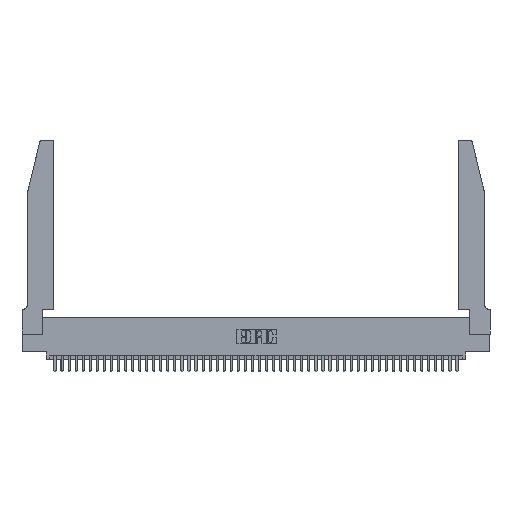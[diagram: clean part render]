
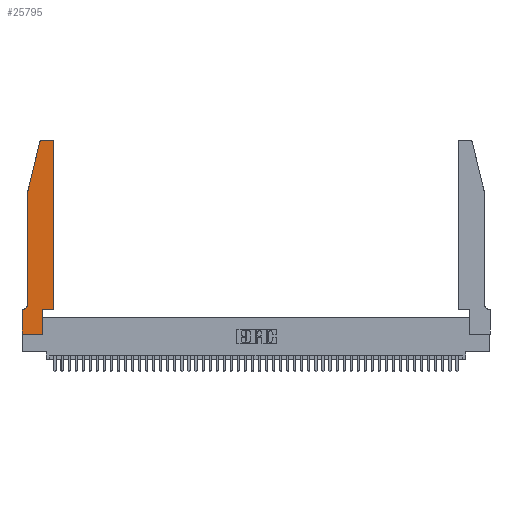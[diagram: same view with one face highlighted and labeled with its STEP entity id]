
A CAD part, top view. The second image highlights one B-rep face of the part: STEP entity #25795.
In plain terms, the highlighted planar face has unit normal (0, 0, 1).
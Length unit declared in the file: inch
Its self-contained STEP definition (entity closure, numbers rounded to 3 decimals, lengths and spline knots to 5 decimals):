
#168 = EDGE_CURVE ( 'NONE', #10191, #37221, #11341, .T. ) ;
#1081 = AXIS2_PLACEMENT_3D ( 'NONE', #27599, #5251, #31359 ) ;
#1102 = DIRECTION ( 'NONE',  ( 0., 0., 1. ) ) ;
#1663 = LINE ( 'NONE', #24561, #20381 ) ;
#1907 = DIRECTION ( 'NONE',  ( 0., -1., 0. ) ) ;
#2048 = FACE_OUTER_BOUND ( 'NONE', #4534, .T. ) ;
#2155 = DIRECTION ( 'NONE',  ( 0., 1., 0. ) ) ;
#2615 = EDGE_CURVE ( 'NONE', #13652, #6395, #1663, .T. ) ;
#3493 = ORIENTED_EDGE ( 'NONE', *, *, #16658, .T. ) ;
#3728 = ORIENTED_EDGE ( 'NONE', *, *, #2615, .T. ) ;
#3987 = ORIENTED_EDGE ( 'NONE', *, *, #5520, .T. ) ;
#4060 = EDGE_CURVE ( 'NONE', #46497, #10191, #15119, .T. ) ;
#4534 = EDGE_LOOP ( 'NONE', ( #11264, #39020, #33369, #11562, #14195, #3728, #12509, #10786, #9549, #45036, #3987, #3493 ) ) ;
#5251 = DIRECTION ( 'NONE',  ( 0., 0., 1. ) ) ;
#5497 = VERTEX_POINT ( 'NONE', #9554 ) ;
#5503 = CARTESIAN_POINT ( 'NONE',  ( 0.284, 2.75, 0.37 ) ) ;
#5520 = EDGE_CURVE ( 'NONE', #28825, #15710, #24843, .T. ) ;
#5970 = DIRECTION ( 'NONE',  ( 0., -1., 0. ) ) ;
#6252 = VERTEX_POINT ( 'NONE', #8935 ) ;
#6395 = VERTEX_POINT ( 'NONE', #28818 ) ;
#6493 = CIRCLE ( 'NONE', #1081, 0.03 ) ;
#6927 = CARTESIAN_POINT ( 'NONE',  ( 0.0755, 2., 0.37 ) ) ;
#7024 = LINE ( 'NONE', #39249, #19275 ) ;
#7508 = EDGE_CURVE ( 'NONE', #46920, #35096, #27568, .T. ) ;
#8082 = CARTESIAN_POINT ( 'NONE',  ( 0.0055, 0.42, 0.37 ) ) ;
#8410 = VERTEX_POINT ( 'NONE', #34046 ) ;
#8438 = EDGE_CURVE ( 'NONE', #5497, #13652, #38668, .T. ) ;
#8935 = CARTESIAN_POINT ( 'NONE',  ( 0.2865, 0.35, 0.37 ) ) ;
#9549 = ORIENTED_EDGE ( 'NONE', *, *, #47423, .T. ) ;
#9554 = CARTESIAN_POINT ( 'NONE',  ( 0.0755, 0.42, 0.37 ) ) ;
#10191 = VERTEX_POINT ( 'NONE', #5503 ) ;
#10786 = ORIENTED_EDGE ( 'NONE', *, *, #7508, .T. ) ;
#11264 = ORIENTED_EDGE ( 'NONE', *, *, #4060, .T. ) ;
#11341 = CIRCLE ( 'NONE', #33858, 0.03 ) ;
#11562 = ORIENTED_EDGE ( 'NONE', *, *, #33348, .T. ) ;
#11867 = DIRECTION ( 'NONE',  ( -1., 0., 0. ) ) ;
#12509 = ORIENTED_EDGE ( 'NONE', *, *, #17961, .T. ) ;
#13081 = DIRECTION ( 'NONE',  ( 1., 0., 0. ) ) ;
#13507 = CARTESIAN_POINT ( 'NONE',  ( 0.4505, 0.35, 0.37 ) ) ;
#13652 = VERTEX_POINT ( 'NONE', #14714 ) ;
#13815 = VECTOR ( 'NONE', #35829, 39.37008 ) ;
#14195 = ORIENTED_EDGE ( 'NONE', *, *, #8438, .T. ) ;
#14714 = CARTESIAN_POINT ( 'NONE',  ( 0.0055, 0.35, 0.37 ) ) ;
#15119 = LINE ( 'NONE', #16530, #23810 ) ;
#15710 = VERTEX_POINT ( 'NONE', #25560 ) ;
#16530 = CARTESIAN_POINT ( 'NONE',  ( 0.2605, 2.75, 0.37 ) ) ;
#16658 = EDGE_CURVE ( 'NONE', #15710, #46497, #6493, .T. ) ;
#16669 = LINE ( 'NONE', #6927, #34178 ) ;
#17620 = CARTESIAN_POINT ( 'NONE',  ( 0.284, 2.72, 0.37 ) ) ;
#17961 = EDGE_CURVE ( 'NONE', #6395, #46920, #7024, .T. ) ;
#19275 = VECTOR ( 'NONE', #5970, 39.37008 ) ;
#19597 = CARTESIAN_POINT ( 'NONE',  ( 0.2865, 0., 0.37 ) ) ;
#20381 = VECTOR ( 'NONE', #46921, 39.37008 ) ;
#20786 = CARTESIAN_POINT ( 'NONE',  ( 0.2865, 0.35, 0.37 ) ) ;
#21169 = VECTOR ( 'NONE', #1907, 39.37008 ) ;
#21237 = CARTESIAN_POINT ( 'NONE',  ( 0.4505, 0.35, 0.37 ) ) ;
#21346 = DIRECTION ( 'NONE',  ( 1., 0., 0. ) ) ;
#21390 = DIRECTION ( 'NONE',  ( 1., 0., 0. ) ) ;
#22359 = LINE ( 'NONE', #28052, #21169 ) ;
#23499 = CARTESIAN_POINT ( 'NONE',  ( 0.25487, 2.72718, 0.37 ) ) ;
#23810 = VECTOR ( 'NONE', #31508, 39.37008 ) ;
#24561 = CARTESIAN_POINT ( 'NONE',  ( 0.0755, 0.35, 0.37 ) ) ;
#24843 = LINE ( 'NONE', #13507, #13815 ) ;
#25560 = CARTESIAN_POINT ( 'NONE',  ( 0.4505, 2.72, 0.37 ) ) ;
#25795 = ADVANCED_FACE ( 'NONE', ( #2048 ), #38370, .T. ) ;
#26329 = LINE ( 'NONE', #21237, #35089 ) ;
#27242 = DIRECTION ( 'NONE',  ( 1., 0., 0. ) ) ;
#27484 = AXIS2_PLACEMENT_3D ( 'NONE', #8082, #34199, #11867 ) ;
#27568 = LINE ( 'NONE', #27892, #45101 ) ;
#27599 = CARTESIAN_POINT ( 'NONE',  ( 0.4205, 2.72, 0.37 ) ) ;
#27776 = AXIS2_PLACEMENT_3D ( 'NONE', #30852, #1102, #27242 ) ;
#27892 = CARTESIAN_POINT ( 'NONE',  ( 0., 0., 0.37 ) ) ;
#28052 = CARTESIAN_POINT ( 'NONE',  ( 0.0755, 2., 0.37 ) ) ;
#28133 = VECTOR ( 'NONE', #2155, 39.37008 ) ;
#28818 = CARTESIAN_POINT ( 'NONE',  ( 0., 0.35, 0.37 ) ) ;
#28825 = VERTEX_POINT ( 'NONE', #35683 ) ;
#30852 = CARTESIAN_POINT ( 'NONE',  ( 0., 0.35, 0.37 ) ) ;
#31228 = EDGE_CURVE ( 'NONE', #37221, #8410, #16669, .T. ) ;
#31359 = DIRECTION ( 'NONE',  ( 1., 0., 0. ) ) ;
#31508 = DIRECTION ( 'NONE',  ( -1., 0., 0. ) ) ;
#33348 = EDGE_CURVE ( 'NONE', #8410, #5497, #22359, .T. ) ;
#33369 = ORIENTED_EDGE ( 'NONE', *, *, #31228, .T. ) ;
#33858 = AXIS2_PLACEMENT_3D ( 'NONE', #17620, #43712, #21346 ) ;
#34046 = CARTESIAN_POINT ( 'NONE',  ( 0.0755, 2., 0.37 ) ) ;
#34178 = VECTOR ( 'NONE', #44282, 39.37008 ) ;
#34199 = DIRECTION ( 'NONE',  ( 0., 0., -1. ) ) ;
#35089 = VECTOR ( 'NONE', #21390, 39.37008 ) ;
#35096 = VERTEX_POINT ( 'NONE', #19597 ) ;
#35683 = CARTESIAN_POINT ( 'NONE',  ( 0.4505, 0.35, 0.37 ) ) ;
#35829 = DIRECTION ( 'NONE',  ( 0., 1., 0. ) ) ;
#37221 = VERTEX_POINT ( 'NONE', #23499 ) ;
#38370 = PLANE ( 'NONE',  #27776 ) ;
#38668 = CIRCLE ( 'NONE', #27484, 0.07 ) ;
#39020 = ORIENTED_EDGE ( 'NONE', *, *, #168, .T. ) ;
#39237 = LINE ( 'NONE', #20786, #28133 ) ;
#39249 = CARTESIAN_POINT ( 'NONE',  ( 0., 0., 0.37 ) ) ;
#42067 = EDGE_CURVE ( 'NONE', #6252, #28825, #26329, .T. ) ;
#43533 = CARTESIAN_POINT ( 'NONE',  ( 0., 0., 0.37 ) ) ;
#43712 = DIRECTION ( 'NONE',  ( 0., 0., 1. ) ) ;
#44282 = DIRECTION ( 'NONE',  ( -0.239, -0.971, 0. ) ) ;
#45036 = ORIENTED_EDGE ( 'NONE', *, *, #42067, .T. ) ;
#45101 = VECTOR ( 'NONE', #13081, 39.37008 ) ;
#46497 = VERTEX_POINT ( 'NONE', #48318 ) ;
#46920 = VERTEX_POINT ( 'NONE', #43533 ) ;
#46921 = DIRECTION ( 'NONE',  ( -1., 0., 0. ) ) ;
#47423 = EDGE_CURVE ( 'NONE', #35096, #6252, #39237, .T. ) ;
#48318 = CARTESIAN_POINT ( 'NONE',  ( 0.4205, 2.75, 0.37 ) ) ;
